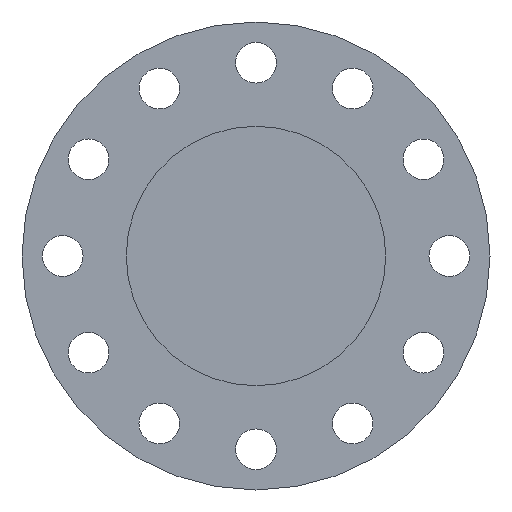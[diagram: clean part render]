
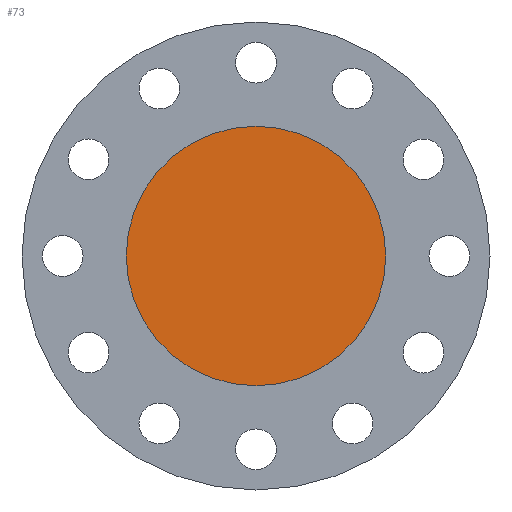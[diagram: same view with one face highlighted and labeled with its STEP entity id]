
A CAD part, left-side view. The second image highlights one B-rep face of the part: STEP entity #73.
In plain terms, the highlighted planar face has unit normal (-1, 0, 0).
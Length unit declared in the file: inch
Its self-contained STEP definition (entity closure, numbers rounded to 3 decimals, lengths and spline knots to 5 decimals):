
#42 = EDGE_CURVE ( 'NONE', #1095, #499, #330, .T. ) ;
#70 = AXIS2_PLACEMENT_3D ( 'NONE', #1040, #95, #250 ) ;
#73 = ADVANCED_FACE ( 'NONE', ( #962 ), #174, .T. ) ;
#95 = DIRECTION ( 'NONE',  ( -1., 0., 0. ) ) ;
#143 = CARTESIAN_POINT ( 'NONE',  ( 0., 0., 0. ) ) ;
#172 = CARTESIAN_POINT ( 'NONE',  ( 0., 0., 6.375 ) ) ;
#174 = PLANE ( 'NONE',  #70 ) ;
#250 = DIRECTION ( 'NONE',  ( 0., 0., 1. ) ) ;
#299 = CIRCLE ( 'NONE', #949, 6.375 ) ;
#323 = ORIENTED_EDGE ( 'NONE', *, *, #1117, .T. ) ;
#330 = CIRCLE ( 'NONE', #658, 6.375 ) ;
#499 = VERTEX_POINT ( 'NONE', #172 ) ;
#533 = EDGE_LOOP ( 'NONE', ( #323, #1052 ) ) ;
#590 = DIRECTION ( 'NONE',  ( 0., 0., 1. ) ) ;
#607 = CARTESIAN_POINT ( 'NONE',  ( 0., 0., 0. ) ) ;
#658 = AXIS2_PLACEMENT_3D ( 'NONE', #143, #759, #753 ) ;
#753 = DIRECTION ( 'NONE',  ( 0., 0., 1. ) ) ;
#759 = DIRECTION ( 'NONE',  ( -1., 0., 0. ) ) ;
#949 = AXIS2_PLACEMENT_3D ( 'NONE', #607, #971, #590 ) ;
#962 = FACE_OUTER_BOUND ( 'NONE', #533, .T. ) ;
#971 = DIRECTION ( 'NONE',  ( -1., 0., 0. ) ) ;
#1040 = CARTESIAN_POINT ( 'NONE',  ( 0., 0., 0. ) ) ;
#1049 = CARTESIAN_POINT ( 'NONE',  ( 0., 0., -6.375 ) ) ;
#1052 = ORIENTED_EDGE ( 'NONE', *, *, #42, .T. ) ;
#1095 = VERTEX_POINT ( 'NONE', #1049 ) ;
#1117 = EDGE_CURVE ( 'NONE', #499, #1095, #299, .T. ) ;
